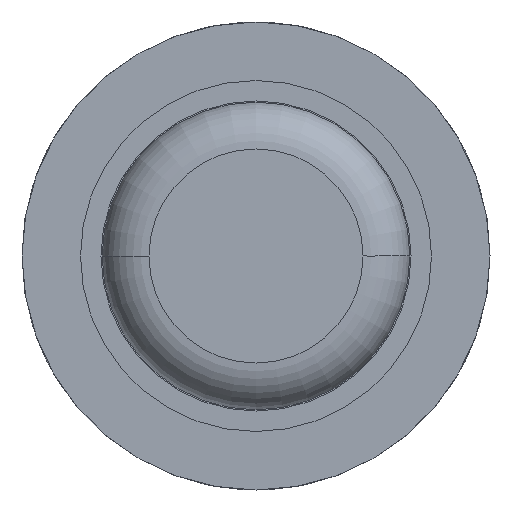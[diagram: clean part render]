
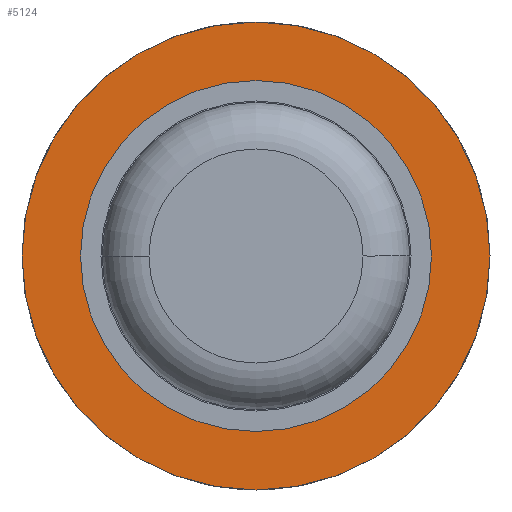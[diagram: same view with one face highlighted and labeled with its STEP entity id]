
A CAD part, front view. The second image highlights one B-rep face of the part: STEP entity #5124.
In plain terms, the highlighted planar face has unit normal (0, -1, 0).
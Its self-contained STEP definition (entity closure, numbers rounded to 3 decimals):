
#80 = DIRECTION ( 'NONE',  ( 0., 1., 0. ) ) ;
#84 = ORIENTED_EDGE ( 'NONE', *, *, #1410, .F. ) ;
#98 = DIRECTION ( 'NONE',  ( 0., 0., 1. ) ) ;
#125 = EDGE_CURVE ( 'Defeature ausgef�hrt1_22+Defeature ausgef�hrt1_9+Defeature ausgef�hrt1_9+Defeature ausgef�hrt1_9', #2487, #1716, #378, .T. ) ;
#247 = FACE_BOUND ( 'NONE', #3551, .T. ) ;
#378 = CIRCLE ( 'NONE', #2375, 0.9 ) ;
#517 = ORIENTED_EDGE ( 'NONE', *, *, #3987, .T. ) ;
#628 = ORIENTED_EDGE ( 'NONE', *, *, #125, .T. ) ;
#676 = CARTESIAN_POINT ( 'NONE',  ( 0., 27.3, 2. ) ) ;
#763 = CIRCLE ( 'NONE', #1783, 2. ) ;
#1025 = VERTEX_POINT ( 'NONE', #676 ) ;
#1064 = CARTESIAN_POINT ( 'NONE',  ( 0., 27.3, 0. ) ) ;
#1190 = CARTESIAN_POINT ( 'NONE',  ( 0., 27.3, 0.9 ) ) ;
#1247 = FACE_OUTER_BOUND ( 'NONE', #4743, .T. ) ;
#1410 = EDGE_CURVE ( 'Defeature ausgef�hrt1_23+Defeature ausgef�hrt1_22+Defeature ausgef�hrt1_22+Defeature ausgef�hrt1_22', #1025, #3702, #2620, .T. ) ;
#1416 = DIRECTION ( 'NONE',  ( 0., 0., 1. ) ) ;
#1716 = VERTEX_POINT ( 'NONE', #1190 ) ;
#1783 = AXIS2_PLACEMENT_3D ( 'NONE', #1829, #2604, #2270 ) ;
#1829 = CARTESIAN_POINT ( 'NONE',  ( 0., 27.3, 0. ) ) ;
#1831 = CARTESIAN_POINT ( 'NONE',  ( 0., 27.3, 0. ) ) ;
#2117 = ORIENTED_EDGE ( 'NONE', *, *, #2874, .F. ) ;
#2209 = AXIS2_PLACEMENT_3D ( 'NONE', #3723, #80, #98 ) ;
#2270 = DIRECTION ( 'NONE',  ( 0., 0., 1. ) ) ;
#2278 = CIRCLE ( 'NONE', #2311, 0.9 ) ;
#2311 = AXIS2_PLACEMENT_3D ( 'NONE', #1064, #3847, #1416 ) ;
#2375 = AXIS2_PLACEMENT_3D ( 'NONE', #5118, #4723, #3094 ) ;
#2487 = VERTEX_POINT ( 'NONE', #3632 ) ;
#2604 = DIRECTION ( 'NONE',  ( 0., 1., 0. ) ) ;
#2620 = CIRCLE ( 'NONE', #2739, 2. ) ;
#2739 = AXIS2_PLACEMENT_3D ( 'NONE', #1831, #5060, #4637 ) ;
#2874 = EDGE_CURVE ( 'Defeature ausgef�hrt1_23+Defeature ausgef�hrt1_22+Defeature ausgef�hrt1_22+Defeature ausgef�hrt1_22', #3702, #1025, #763, .T. ) ;
#2903 = PLANE ( 'NONE',  #2209 ) ;
#3094 = DIRECTION ( 'NONE',  ( 0., 0., 1. ) ) ;
#3551 = EDGE_LOOP ( 'NONE', ( #517, #628 ) ) ;
#3612 = CARTESIAN_POINT ( 'NONE',  ( 0., 27.3, -2. ) ) ;
#3632 = CARTESIAN_POINT ( 'NONE',  ( 0., 27.3, -0.9 ) ) ;
#3702 = VERTEX_POINT ( 'NONE', #3612 ) ;
#3723 = CARTESIAN_POINT ( 'NONE',  ( 0.9, 27.3, 0. ) ) ;
#3847 = DIRECTION ( 'NONE',  ( 0., 1., 0. ) ) ;
#3987 = EDGE_CURVE ( 'Defeature ausgef�hrt1_22+Defeature ausgef�hrt1_9+Defeature ausgef�hrt1_9+Defeature ausgef�hrt1_9', #1716, #2487, #2278, .T. ) ;
#4637 = DIRECTION ( 'NONE',  ( 0., 0., 1. ) ) ;
#4723 = DIRECTION ( 'NONE',  ( 0., 1., 0. ) ) ;
#4743 = EDGE_LOOP ( 'NONE', ( #84, #2117 ) ) ;
#5060 = DIRECTION ( 'NONE',  ( 0., 1., 0. ) ) ;
#5118 = CARTESIAN_POINT ( 'NONE',  ( 0., 27.3, 0. ) ) ;
#5124 = ADVANCED_FACE ( 'Defeature ausgef�hrt1_22', ( #1247, #247 ), #2903, .F. ) ;
